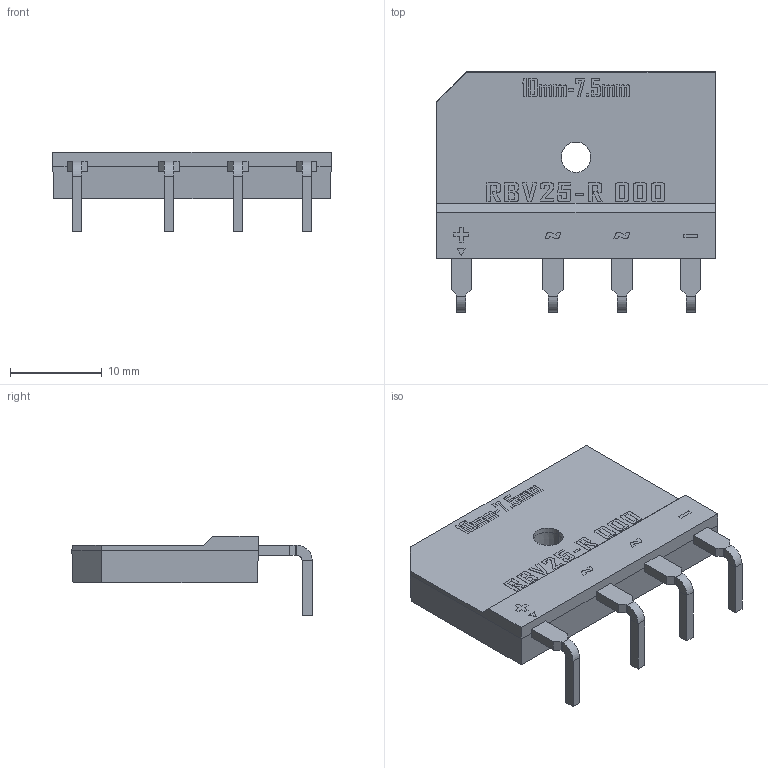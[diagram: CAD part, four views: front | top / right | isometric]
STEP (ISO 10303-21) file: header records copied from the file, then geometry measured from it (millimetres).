
FILE_DESCRIPTION (( 'STEP AP214' ), '1' );
FILE_NAME ('RBV25___RBV25-R__.STEP', '2023-03-02T20:58:02', ( '' ), ( '' ), 'SwSTEP 2.0', 'SolidWorks 2020', '' );
FILE_SCHEMA (( 'AUTOMOTIVE_DESIGN' ));
Length unit declared in the file: millimetre
Products named in the file (1): RBV25___RBV25-R__
Bounding box: 30.3 x 26.15 x 8.7 mm (x, y, z)
Volume: 2680.5 mm3; surface area: 1926.5 mm2
Topology: 1 solids, 1 shells, 426 faces, 1138 edges, 745 vertices
Faces by surface type: plane 343, bspline 71, cylinder 10, cone 2
Entity records: 19271 total; most frequent: CARTESIAN_POINT 4805, ORIENTED_EDGE 2276, DIRECTION 1730, EDGE_CURVE 1138, LINE 974, VECTOR 974, VERTEX_POINT 745, EDGE_LOOP 459
